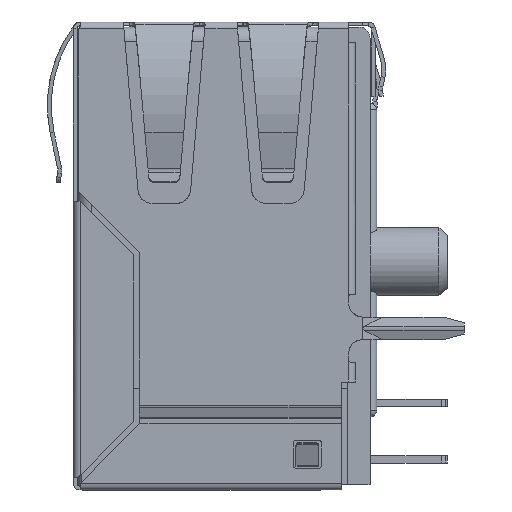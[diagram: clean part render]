
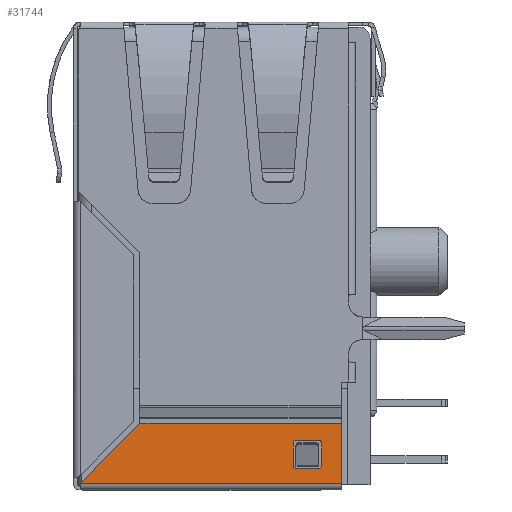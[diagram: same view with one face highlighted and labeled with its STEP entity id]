
A CAD part, left-side view. The second image highlights one B-rep face of the part: STEP entity #31744.
In plain terms, the highlighted planar face has unit normal (-1, 0, 0).
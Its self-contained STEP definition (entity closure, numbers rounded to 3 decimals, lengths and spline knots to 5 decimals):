
#1513=CIRCLE('',#33532,0.005);
#1515=CIRCLE('',#33536,0.005);
#1516=CIRCLE('',#33537,0.005);
#1517=CIRCLE('',#33538,0.005);
#1892=B_SPLINE_CURVE_WITH_KNOTS('',1,(#46671,#46672),.UNSPECIFIED.,.F.,
 .F.,(2,2),(0.,1.),.UNSPECIFIED.);
#1893=B_SPLINE_CURVE_WITH_KNOTS('',3,(#46674,#46675,#46676,#46677),
 .UNSPECIFIED.,.F.,.F.,(4,4),(0.,1.),.UNSPECIFIED.);
#9172=ORIENTED_EDGE('',*,*,#14976,.T.);
#9173=ORIENTED_EDGE('',*,*,#14977,.T.);
#9174=ORIENTED_EDGE('',*,*,#14978,.T.);
#9175=ORIENTED_EDGE('',*,*,#14979,.F.);
#9176=ORIENTED_EDGE('',*,*,#14980,.T.);
#9177=ORIENTED_EDGE('',*,*,#14975,.F.);
#9178=ORIENTED_EDGE('',*,*,#14969,.T.);
#9179=ORIENTED_EDGE('',*,*,#14981,.T.);
#9180=ORIENTED_EDGE('',*,*,#14982,.F.);
#9181=ORIENTED_EDGE('',*,*,#14983,.F.);
#9182=ORIENTED_EDGE('',*,*,#14984,.F.);
#9183=ORIENTED_EDGE('',*,*,#14965,.T.);
#14965=EDGE_CURVE('',#19406,#19405,#23868,.T.);
#14969=EDGE_CURVE('',#19409,#19410,#1513,.T.);
#14975=EDGE_CURVE('',#19409,#19413,#23873,.F.);
#14976=EDGE_CURVE('',#19415,#19416,#1515,.T.);
#14977=EDGE_CURVE('',#19416,#19417,#23874,.T.);
#14978=EDGE_CURVE('',#19417,#19418,#1516,.T.);
#14979=EDGE_CURVE('',#19419,#19418,#23875,.F.);
#14980=EDGE_CURVE('',#19419,#19413,#1517,.T.);
#14981=EDGE_CURVE('',#19410,#19415,#23876,.T.);
#14982=EDGE_CURVE('',#19420,#19405,#23877,.T.);
#14983=EDGE_CURVE('',#19421,#19420,#1892,.T.);
#14984=EDGE_CURVE('',#19406,#19421,#1893,.T.);
#19405=VERTEX_POINT('',#46619);
#19406=VERTEX_POINT('',#46621);
#19409=VERTEX_POINT('',#46644);
#19410=VERTEX_POINT('',#46645);
#19413=VERTEX_POINT('',#46653);
#19415=VERTEX_POINT('',#46659);
#19416=VERTEX_POINT('',#46660);
#19417=VERTEX_POINT('',#46662);
#19418=VERTEX_POINT('',#46664);
#19419=VERTEX_POINT('',#46666);
#19420=VERTEX_POINT('',#46670);
#19421=VERTEX_POINT('',#46673);
#23868=LINE('',#46620,#26269);
#23873=LINE('',#46656,#26274);
#23874=LINE('',#46661,#26275);
#23875=LINE('',#46665,#26276);
#23876=LINE('',#46668,#26277);
#23877=LINE('',#46669,#26278);
#26269=VECTOR('',#38534,39.37008);
#26274=VECTOR('',#38547,39.37008);
#26275=VECTOR('',#38552,39.37008);
#26276=VECTOR('',#38555,39.37008);
#26277=VECTOR('',#38558,39.37008);
#26278=VECTOR('',#38559,39.37008);
#27541=EDGE_LOOP('',(#9172,#9173,#9174,#9175,#9176,#9177,#9178,#9179));
#27542=EDGE_LOOP('',(#9180,#9181,#9182,#9183));
#29136=FACE_BOUND('',#27541,.T.);
#29137=FACE_BOUND('',#27542,.T.);
#30506=PLANE('',#33535);
#31744=ADVANCED_FACE('',(#29136,#29137),#30506,.F.);
#33532=AXIS2_PLACEMENT_3D('',#46643,#38537,#38538);
#33535=AXIS2_PLACEMENT_3D('',#46657,#38548,#38549);
#33536=AXIS2_PLACEMENT_3D('',#46658,#38550,#38551);
#33537=AXIS2_PLACEMENT_3D('',#46663,#38553,#38554);
#33538=AXIS2_PLACEMENT_3D('',#46667,#38556,#38557);
#38534=DIRECTION('',(0.,0.,1.));
#38537=DIRECTION('',(1.,0.,0.));
#38538=DIRECTION('',(0.,0.,-1.));
#38547=DIRECTION('',(0.,1.,0.));
#38548=DIRECTION('',(1.,0.,0.));
#38549=DIRECTION('',(0.,1.,0.));
#38550=DIRECTION('',(1.,0.,0.));
#38551=DIRECTION('',(0.,0.,-1.));
#38552=DIRECTION('',(0.,-1.,0.));
#38553=DIRECTION('',(1.,0.,0.));
#38554=DIRECTION('',(0.,0.,-1.));
#38555=DIRECTION('',(0.,0.,-1.));
#38556=DIRECTION('',(1.,0.,0.));
#38557=DIRECTION('',(0.,0.,-1.));
#38558=DIRECTION('',(0.,0.,1.));
#38559=DIRECTION('',(0.,-1.,0.));
#46619=CARTESIAN_POINT('',(-0.308,0.063,-0.701));
#46620=CARTESIAN_POINT('',(-0.308,0.063,-0.754));
#46621=CARTESIAN_POINT('',(-0.308,0.063,-0.807));
#46643=CARTESIAN_POINT('',(-0.308,0.14284,-0.77563));
#46644=CARTESIAN_POINT('',(-0.308,0.14284,-0.78063));
#46645=CARTESIAN_POINT('',(-0.308,0.14784,-0.77563));
#46653=CARTESIAN_POINT('',(-0.308,0.10284,-0.78063));
#46656=CARTESIAN_POINT('',(-0.308,0.12284,-0.78063));
#46657=CARTESIAN_POINT('',(-0.308,0.294,-0.754));
#46658=CARTESIAN_POINT('',(-0.308,0.14284,-0.73563));
#46659=CARTESIAN_POINT('',(-0.308,0.14784,-0.73563));
#46660=CARTESIAN_POINT('',(-0.308,0.14284,-0.73063));
#46661=CARTESIAN_POINT('',(-0.308,0.294,-0.73063));
#46662=CARTESIAN_POINT('',(-0.308,0.10284,-0.73063));
#46663=CARTESIAN_POINT('',(-0.308,0.10284,-0.73563));
#46664=CARTESIAN_POINT('',(-0.308,0.09784,-0.73563));
#46665=CARTESIAN_POINT('',(-0.308,0.09784,-0.75563));
#46666=CARTESIAN_POINT('',(-0.308,0.09784,-0.77563));
#46667=CARTESIAN_POINT('',(-0.308,0.10284,-0.77563));
#46668=CARTESIAN_POINT('',(-0.308,0.14784,-0.754));
#46669=CARTESIAN_POINT('',(-0.308,0.241,-0.701));
#46670=CARTESIAN_POINT('',(-0.308,0.419,-0.701));
#46671=CARTESIAN_POINT('',(-0.308,0.525,-0.807));
#46672=CARTESIAN_POINT('',(-0.308,0.419,-0.701));
#46673=CARTESIAN_POINT('',(-0.308,0.525,-0.807));
#46674=CARTESIAN_POINT('',(-0.308,0.063,-0.807));
#46675=CARTESIAN_POINT('',(-0.308,0.217,-0.807));
#46676=CARTESIAN_POINT('',(-0.308,0.371,-0.807));
#46677=CARTESIAN_POINT('',(-0.308,0.525,-0.807));
